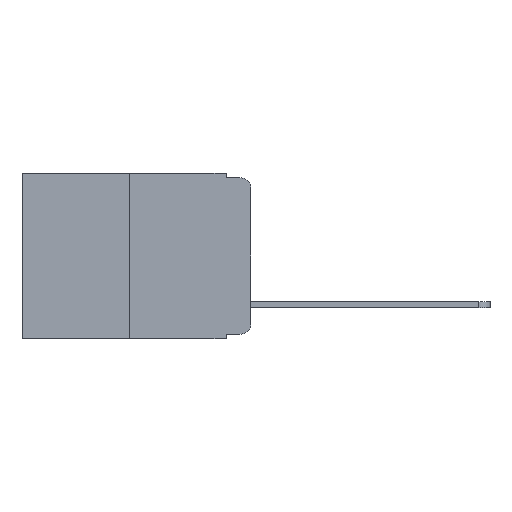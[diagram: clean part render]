
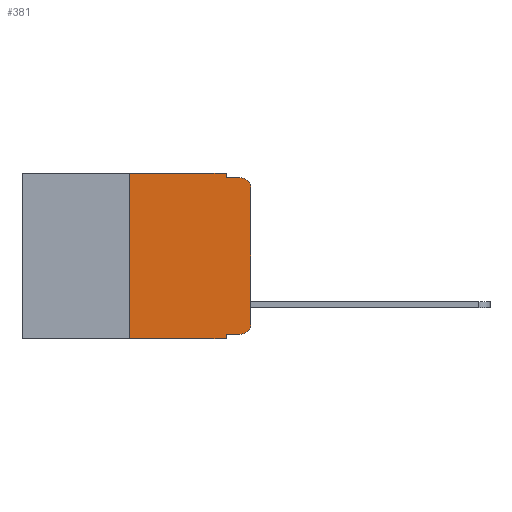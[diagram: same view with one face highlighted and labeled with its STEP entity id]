
A CAD part, left-side view. The second image highlights one B-rep face of the part: STEP entity #381.
In plain terms, the highlighted planar face has unit normal (-1, 0, 0).
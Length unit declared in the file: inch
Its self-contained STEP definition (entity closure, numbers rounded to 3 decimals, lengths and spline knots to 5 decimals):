
#138 = VERTEX_POINT ( 'NONE', #9247 ) ;
#253 = VECTOR ( 'NONE', #9326, 39.37008 ) ;
#366 = CARTESIAN_POINT ( 'NONE',  ( 0., 0., -0.313 ) ) ;
#381 = ADVANCED_FACE ( 'NONE', ( #4084 ), #9978, .F. ) ;
#893 = ORIENTED_EDGE ( 'NONE', *, *, #3457, .T. ) ;
#936 = EDGE_CURVE ( 'NONE', #5304, #11796, #11791, .T. ) ;
#1228 = VECTOR ( 'NONE', #9612, 39.37008 ) ;
#1506 = EDGE_CURVE ( 'NONE', #11270, #8711, #9798, .T. ) ;
#1513 = VECTOR ( 'NONE', #1534, 39.37008 ) ;
#1534 = DIRECTION ( 'NONE',  ( 0., -1., 0. ) ) ;
#1706 = CARTESIAN_POINT ( 'NONE',  ( 0., 0.02, -0.313 ) ) ;
#1743 = DIRECTION ( 'NONE',  ( 0., 0., -1. ) ) ;
#1771 = CARTESIAN_POINT ( 'NONE',  ( 0., 0.25, 0. ) ) ;
#2258 = ORIENTED_EDGE ( 'NONE', *, *, #2300, .T. ) ;
#2300 = EDGE_CURVE ( 'NONE', #9572, #3185, #7362, .T. ) ;
#2550 = DIRECTION ( 'NONE',  ( 0., 0., 1. ) ) ;
#2615 = CARTESIAN_POINT ( 'NONE',  ( 0., 0.051, 0. ) ) ;
#2971 = LINE ( 'NONE', #4302, #11120 ) ;
#2990 = ORIENTED_EDGE ( 'NONE', *, *, #6911, .T. ) ;
#3037 = CIRCLE ( 'NONE', #3210, 0.02 ) ;
#3185 = VERTEX_POINT ( 'NONE', #10451 ) ;
#3210 = AXIS2_PLACEMENT_3D ( 'NONE', #1706, #8471, #1743 ) ;
#3359 = CIRCLE ( 'NONE', #6168, 0.02 ) ;
#3457 = EDGE_CURVE ( 'NONE', #5671, #138, #10498, .T. ) ;
#3778 = LINE ( 'NONE', #4289, #7412 ) ;
#4053 = ORIENTED_EDGE ( 'NONE', *, *, #6425, .F. ) ;
#4084 = FACE_OUTER_BOUND ( 'NONE', #12080, .T. ) ;
#4289 = CARTESIAN_POINT ( 'NONE',  ( 0., 0.051, -0.01 ) ) ;
#4302 = CARTESIAN_POINT ( 'NONE',  ( 0., 0.051, 0. ) ) ;
#4596 = CARTESIAN_POINT ( 'NONE',  ( 0., 0.051, -0.01 ) ) ;
#4848 = CARTESIAN_POINT ( 'NONE',  ( 0., 0.473, 0. ) ) ;
#5152 = CARTESIAN_POINT ( 'NONE',  ( 0., 0.02, -0.333 ) ) ;
#5304 = VERTEX_POINT ( 'NONE', #7779 ) ;
#5466 = CARTESIAN_POINT ( 'NONE',  ( 0., 0.051, -0.333 ) ) ;
#5671 = VERTEX_POINT ( 'NONE', #366 ) ;
#5746 = VERTEX_POINT ( 'NONE', #8530 ) ;
#5794 = VECTOR ( 'NONE', #12405, 39.37008 ) ;
#5858 = DIRECTION ( 'NONE',  ( -1., 0., 0. ) ) ;
#6043 = LINE ( 'NONE', #12414, #1228 ) ;
#6168 = AXIS2_PLACEMENT_3D ( 'NONE', #6836, #5858, #9957 ) ;
#6192 = DIRECTION ( 'NONE',  ( 0., -1., 0. ) ) ;
#6217 = AXIS2_PLACEMENT_3D ( 'NONE', #9236, #11114, #9154 ) ;
#6303 = CARTESIAN_POINT ( 'NONE',  ( 0., 0.25, 0. ) ) ;
#6425 = EDGE_CURVE ( 'NONE', #8711, #9659, #6043, .T. ) ;
#6624 = ORIENTED_EDGE ( 'NONE', *, *, #7289, .F. ) ;
#6836 = CARTESIAN_POINT ( 'NONE',  ( 0., 0.02, -0.03 ) ) ;
#6911 = EDGE_CURVE ( 'NONE', #11796, #5671, #3037, .T. ) ;
#7004 = LINE ( 'NONE', #1771, #5794 ) ;
#7078 = VECTOR ( 'NONE', #8651, 39.37008 ) ;
#7289 = EDGE_CURVE ( 'NONE', #9659, #5746, #3778, .T. ) ;
#7362 = LINE ( 'NONE', #7373, #253 ) ;
#7373 = CARTESIAN_POINT ( 'NONE',  ( 0., 0.473, -0.343 ) ) ;
#7384 = ORIENTED_EDGE ( 'NONE', *, *, #936, .T. ) ;
#7412 = VECTOR ( 'NONE', #6192, 39.37008 ) ;
#7561 = ORIENTED_EDGE ( 'NONE', *, *, #10384, .T. ) ;
#7779 = CARTESIAN_POINT ( 'NONE',  ( 0., 0.051, -0.333 ) ) ;
#7987 = ORIENTED_EDGE ( 'NONE', *, *, #10266, .F. ) ;
#8261 = DIRECTION ( 'NONE',  ( 0., 0., -1. ) ) ;
#8471 = DIRECTION ( 'NONE',  ( -1., 0., 0. ) ) ;
#8530 = CARTESIAN_POINT ( 'NONE',  ( 0., 0.02, -0.01 ) ) ;
#8651 = DIRECTION ( 'NONE',  ( 0., -1., 0. ) ) ;
#8711 = VERTEX_POINT ( 'NONE', #2615 ) ;
#9154 = DIRECTION ( 'NONE',  ( 0., 0., -1. ) ) ;
#9236 = CARTESIAN_POINT ( 'NONE',  ( 0., 0.473, 0. ) ) ;
#9247 = CARTESIAN_POINT ( 'NONE',  ( 0., 0., -0.03 ) ) ;
#9260 = EDGE_CURVE ( 'NONE', #5304, #3185, #2971, .T. ) ;
#9326 = DIRECTION ( 'NONE',  ( 0., -1., 0. ) ) ;
#9402 = CARTESIAN_POINT ( 'NONE',  ( 0., 0., 0. ) ) ;
#9572 = VERTEX_POINT ( 'NONE', #12132 ) ;
#9612 = DIRECTION ( 'NONE',  ( 0., 0., -1. ) ) ;
#9659 = VERTEX_POINT ( 'NONE', #4596 ) ;
#9798 = LINE ( 'NONE', #4848, #7078 ) ;
#9957 = DIRECTION ( 'NONE',  ( 0., 0., -1. ) ) ;
#9978 = PLANE ( 'NONE',  #6217 ) ;
#10070 = ORIENTED_EDGE ( 'NONE', *, *, #1506, .F. ) ;
#10266 = EDGE_CURVE ( 'NONE', #9572, #11270, #7004, .T. ) ;
#10384 = EDGE_CURVE ( 'NONE', #138, #5746, #3359, .T. ) ;
#10451 = CARTESIAN_POINT ( 'NONE',  ( 0., 0.051, -0.343 ) ) ;
#10498 = LINE ( 'NONE', #9402, #11252 ) ;
#11114 = DIRECTION ( 'NONE',  ( 1., 0., 0. ) ) ;
#11120 = VECTOR ( 'NONE', #8261, 39.37008 ) ;
#11252 = VECTOR ( 'NONE', #2550, 39.37008 ) ;
#11270 = VERTEX_POINT ( 'NONE', #6303 ) ;
#11791 = LINE ( 'NONE', #5466, #1513 ) ;
#11796 = VERTEX_POINT ( 'NONE', #5152 ) ;
#11835 = ORIENTED_EDGE ( 'NONE', *, *, #9260, .F. ) ;
#12080 = EDGE_LOOP ( 'NONE', ( #893, #7561, #6624, #4053, #10070, #7987, #2258, #11835, #7384, #2990 ) ) ;
#12132 = CARTESIAN_POINT ( 'NONE',  ( 0., 0.25, -0.343 ) ) ;
#12405 = DIRECTION ( 'NONE',  ( 0., 0., 1. ) ) ;
#12414 = CARTESIAN_POINT ( 'NONE',  ( 0., 0.051, 0. ) ) ;
